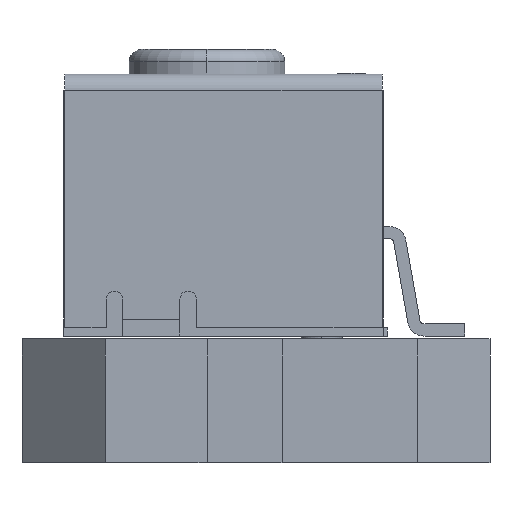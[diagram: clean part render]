
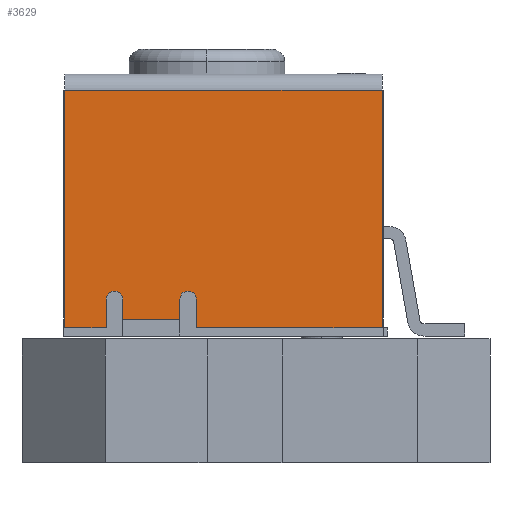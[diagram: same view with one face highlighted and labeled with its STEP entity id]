
A CAD part, left-side view. The second image highlights one B-rep face of the part: STEP entity #3629.
In plain terms, the highlighted planar face has unit normal (-1, 0, 0).
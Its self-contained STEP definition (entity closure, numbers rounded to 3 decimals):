
#3629 = ADVANCED_FACE('',(#3630),#3748,.F.);
#3630 = FACE_BOUND('',#3631,.T.);
#3631 = EDGE_LOOP('',(#3632,#3642,#3650,#3659,#3668,#3676,#3684,#3692,
    #3700,#3708,#3716,#3724,#3733,#3742));
#3632 = ORIENTED_EDGE('',*,*,#3633,.F.);
#3633 = EDGE_CURVE('',#3634,#3636,#3638,.T.);
#3634 = VERTEX_POINT('',#3635);
#3635 = CARTESIAN_POINT('',(-2.4,0.53,0.2));
#3636 = VERTEX_POINT('',#3637);
#3637 = CARTESIAN_POINT('',(-2.4,1.23,0.2));
#3638 = LINE('',#3639,#3640);
#3639 = CARTESIAN_POINT('',(-2.4,1.94,0.2));
#3640 = VECTOR('',#3641,1.);
#3641 = DIRECTION('',(0.,1.,0.));
#3642 = ORIENTED_EDGE('',*,*,#3643,.F.);
#3643 = EDGE_CURVE('',#3644,#3634,#3646,.T.);
#3644 = VERTEX_POINT('',#3645);
#3645 = CARTESIAN_POINT('',(-2.4,0.53,0.45));
#3646 = LINE('',#3647,#3648);
#3647 = CARTESIAN_POINT('',(-2.4,0.53,0.1));
#3648 = VECTOR('',#3649,1.);
#3649 = DIRECTION('',(-0.,0.,-1.));
#3650 = ORIENTED_EDGE('',*,*,#3651,.T.);
#3651 = EDGE_CURVE('',#3644,#3652,#3654,.T.);
#3652 = VERTEX_POINT('',#3653);
#3653 = CARTESIAN_POINT('',(-2.4,0.43,0.55));
#3654 = CIRCLE('',#3655,0.1);
#3655 = AXIS2_PLACEMENT_3D('',#3656,#3657,#3658);
#3656 = CARTESIAN_POINT('',(-2.4,0.43,0.45));
#3657 = DIRECTION('',(1.,-0.,0.));
#3658 = DIRECTION('',(0.,0.,-1.));
#3659 = ORIENTED_EDGE('',*,*,#3660,.T.);
#3660 = EDGE_CURVE('',#3652,#3661,#3663,.T.);
#3661 = VERTEX_POINT('',#3662);
#3662 = CARTESIAN_POINT('',(-2.4,0.33,0.45));
#3663 = CIRCLE('',#3664,0.1);
#3664 = AXIS2_PLACEMENT_3D('',#3665,#3666,#3667);
#3665 = CARTESIAN_POINT('',(-2.4,0.43,0.45));
#3666 = DIRECTION('',(1.,-0.,0.));
#3667 = DIRECTION('',(0.,0.,-1.));
#3668 = ORIENTED_EDGE('',*,*,#3669,.T.);
#3669 = EDGE_CURVE('',#3661,#3670,#3672,.T.);
#3670 = VERTEX_POINT('',#3671);
#3671 = CARTESIAN_POINT('',(-2.4,0.33,0.1));
#3672 = LINE('',#3673,#3674);
#3673 = CARTESIAN_POINT('',(-2.4,0.33,-0.35));
#3674 = VECTOR('',#3675,1.);
#3675 = DIRECTION('',(0.,-0.,-1.));
#3676 = ORIENTED_EDGE('',*,*,#3677,.T.);
#3677 = EDGE_CURVE('',#3670,#3678,#3680,.T.);
#3678 = VERTEX_POINT('',#3679);
#3679 = CARTESIAN_POINT('',(-2.4,-1.94,0.1));
#3680 = LINE('',#3681,#3682);
#3681 = CARTESIAN_POINT('',(-2.4,1.94,0.1));
#3682 = VECTOR('',#3683,1.);
#3683 = DIRECTION('',(-0.,-1.,-0.));
#3684 = ORIENTED_EDGE('',*,*,#3685,.T.);
#3685 = EDGE_CURVE('',#3678,#3686,#3688,.T.);
#3686 = VERTEX_POINT('',#3687);
#3687 = CARTESIAN_POINT('',(-2.4,-1.94,3.));
#3688 = LINE('',#3689,#3690);
#3689 = CARTESIAN_POINT('',(-2.4,-1.94,0.1));
#3690 = VECTOR('',#3691,1.);
#3691 = DIRECTION('',(-0.,-0.,1.));
#3692 = ORIENTED_EDGE('',*,*,#3693,.T.);
#3693 = EDGE_CURVE('',#3686,#3694,#3696,.T.);
#3694 = VERTEX_POINT('',#3695);
#3695 = CARTESIAN_POINT('',(-2.4,1.94,3.));
#3696 = LINE('',#3697,#3698);
#3697 = CARTESIAN_POINT('',(-2.4,1.94,3.));
#3698 = VECTOR('',#3699,1.);
#3699 = DIRECTION('',(-0.,1.,-0.));
#3700 = ORIENTED_EDGE('',*,*,#3701,.F.);
#3701 = EDGE_CURVE('',#3702,#3694,#3704,.T.);
#3702 = VERTEX_POINT('',#3703);
#3703 = CARTESIAN_POINT('',(-2.4,1.94,0.1));
#3704 = LINE('',#3705,#3706);
#3705 = CARTESIAN_POINT('',(-2.4,1.94,0.1));
#3706 = VECTOR('',#3707,1.);
#3707 = DIRECTION('',(-0.,-0.,1.));
#3708 = ORIENTED_EDGE('',*,*,#3709,.T.);
#3709 = EDGE_CURVE('',#3702,#3710,#3712,.T.);
#3710 = VERTEX_POINT('',#3711);
#3711 = CARTESIAN_POINT('',(-2.4,1.43,0.1));
#3712 = LINE('',#3713,#3714);
#3713 = CARTESIAN_POINT('',(-2.4,1.94,0.1));
#3714 = VECTOR('',#3715,1.);
#3715 = DIRECTION('',(-0.,-1.,-0.));
#3716 = ORIENTED_EDGE('',*,*,#3717,.F.);
#3717 = EDGE_CURVE('',#3718,#3710,#3720,.T.);
#3718 = VERTEX_POINT('',#3719);
#3719 = CARTESIAN_POINT('',(-2.4,1.43,0.45));
#3720 = LINE('',#3721,#3722);
#3721 = CARTESIAN_POINT('',(-2.4,1.43,0.1));
#3722 = VECTOR('',#3723,1.);
#3723 = DIRECTION('',(0.,0.,-1.));
#3724 = ORIENTED_EDGE('',*,*,#3725,.T.);
#3725 = EDGE_CURVE('',#3718,#3726,#3728,.T.);
#3726 = VERTEX_POINT('',#3727);
#3727 = CARTESIAN_POINT('',(-2.4,1.33,0.55));
#3728 = CIRCLE('',#3729,0.1);
#3729 = AXIS2_PLACEMENT_3D('',#3730,#3731,#3732);
#3730 = CARTESIAN_POINT('',(-2.4,1.33,0.45));
#3731 = DIRECTION('',(1.,-0.,0.));
#3732 = DIRECTION('',(0.,0.,-1.));
#3733 = ORIENTED_EDGE('',*,*,#3734,.T.);
#3734 = EDGE_CURVE('',#3726,#3735,#3737,.T.);
#3735 = VERTEX_POINT('',#3736);
#3736 = CARTESIAN_POINT('',(-2.4,1.23,0.45));
#3737 = CIRCLE('',#3738,0.1);
#3738 = AXIS2_PLACEMENT_3D('',#3739,#3740,#3741);
#3739 = CARTESIAN_POINT('',(-2.4,1.33,0.45));
#3740 = DIRECTION('',(1.,-0.,0.));
#3741 = DIRECTION('',(0.,0.,-1.));
#3742 = ORIENTED_EDGE('',*,*,#3743,.T.);
#3743 = EDGE_CURVE('',#3735,#3636,#3744,.T.);
#3744 = LINE('',#3745,#3746);
#3745 = CARTESIAN_POINT('',(-2.4,1.23,-0.35));
#3746 = VECTOR('',#3747,1.);
#3747 = DIRECTION('',(0.,0.,-1.));
#3748 = PLANE('',#3749);
#3749 = AXIS2_PLACEMENT_3D('',#3750,#3751,#3752);
#3750 = CARTESIAN_POINT('',(-2.4,1.94,0.1));
#3751 = DIRECTION('',(1.,0.,-0.));
#3752 = DIRECTION('',(-0.,0.,-1.));
